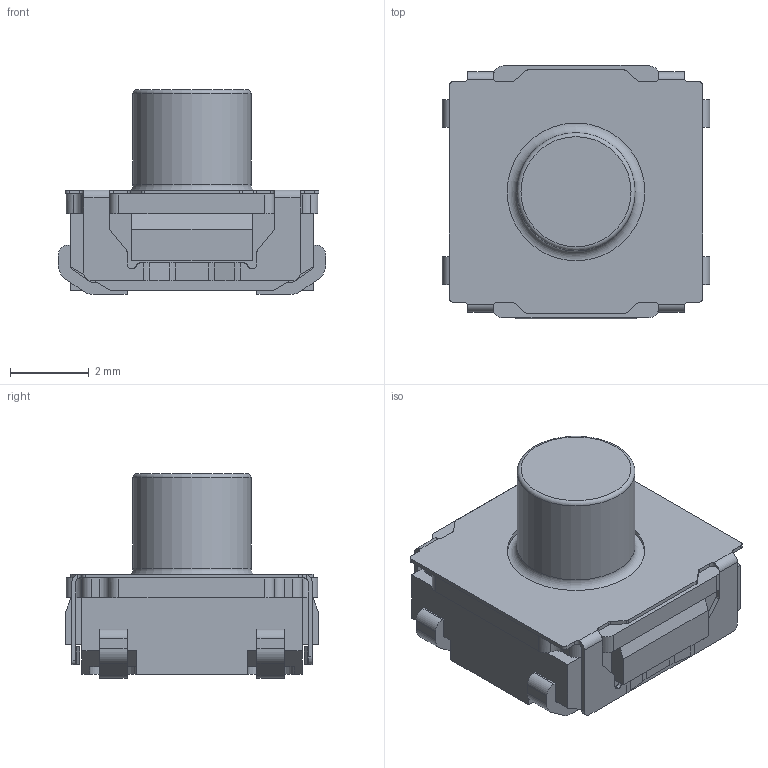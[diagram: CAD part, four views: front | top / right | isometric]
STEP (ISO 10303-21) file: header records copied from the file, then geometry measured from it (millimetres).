
FILE_DESCRIPTION(/* description */ (''),/* implementation_level */ '2;1');
FILE_NAME(/* name */ 'TL3145BFxxxQJ.stp',/* time_stamp */ '2020-05-14T11:11:16-05:00',/* author */ ('mroman'),/* organization */ (''),/* preprocessor_version */ 'ST-DEVELOPER v17.2',/* originating_system */ 'Autodesk Inventor 2019',/* authorisation */ '');
FILE_SCHEMA (('AUTOMOTIVE_DESIGN { 1 0 10303 214 3 1 1 }'));
Length unit declared in the file: inch
Products named in the file (1): TL3145BFxxxQJ
Bounding box: 6.8 x 6.45 x 5.2 mm (x, y, z)
Volume: 97.3 mm3; surface area: 264.5 mm2
Topology: 1 solids, 2 shells, 302 faces, 918 edges, 611 vertices
Faces by surface type: plane 169, cylinder 129, torus 4
Full cylindrical faces by diameter (mm): 2 x1, 3 x1, 3.5 x1
Entity records: 10482 total; most frequent: CARTESIAN_POINT 1944, ORIENTED_EDGE 1836, DIRECTION 1787, EDGE_CURVE 918, LINE 623, VECTOR 623, VERTEX_POINT 611, AXIS2_PLACEMENT_3D 582
